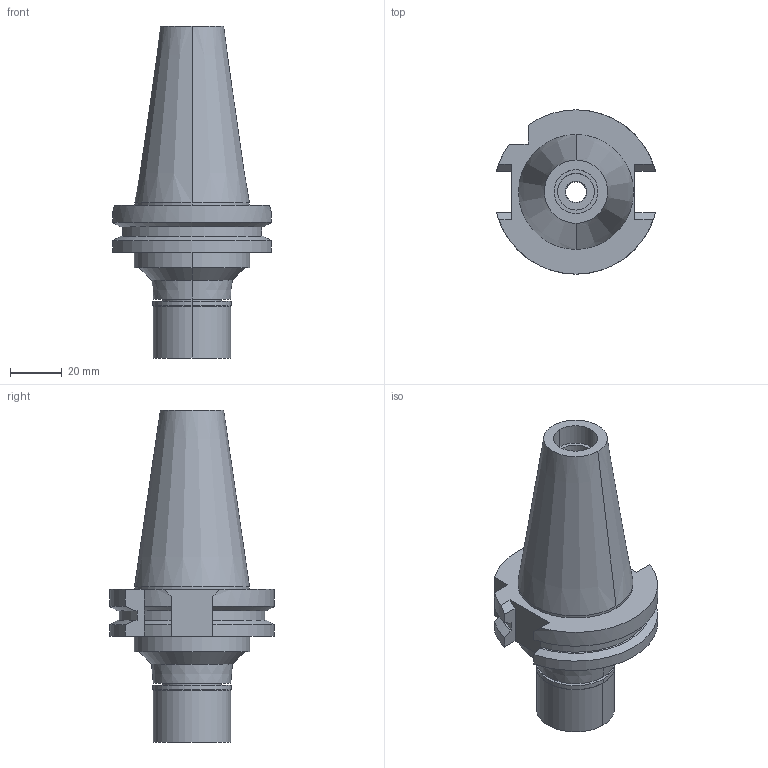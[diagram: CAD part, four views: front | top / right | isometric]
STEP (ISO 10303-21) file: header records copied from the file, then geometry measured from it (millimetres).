
FILE_DESCRIPTION((''),'2;1');
FILE_NAME('BV40ME08060-008_ASM','2018-03-13T',('ykawabe'),(''),'CREO PARAMETRIC BY PTC INC, 2016380','CREO PARAMETRIC BY PTC INC, 2016380','');
FILE_SCHEMA(('AUTOMOTIVE_DESIGN { 1 0 10303 214 1 1 1 1 }'));
Length unit declared in the file: millimetre
Products named in the file (5): BDV40-MEGA8E-60_1; MEC8-8AA_1; MEN8_1; DXF_TEMP_ASSY_ASM_4_ASM; BV40ME08060-008_ASM
Assembly tree (4 placements, depth 3):
  BV40ME08060-008_ASM
    DXF_TEMP_ASSY_ASM_4_ASM
      BDV40-MEGA8E-60_1
      MEC8-8AA_1
      MEN8_1
Bounding box: 61.48 x 63.55 x 128.4 mm (x, y, z)
Volume: 138652.6 mm3; surface area: 31652.5 mm2
Topology: 3 solids, 3 shells, 127 faces, 301 edges, 192 vertices
Faces by surface type: cylinder 55, plane 36, cone 36
Entity records: 5545 total; most frequent: DIRECTION 735, CARTESIAN_POINT 715, ORIENTED_EDGE 602, PRESENTATION_STYLE_ASSIGNMENT 309, STYLED_ITEM 309, CURVE_STYLE 306, EDGE_CURVE 301, AXIS2_PLACEMENT_3D 300
